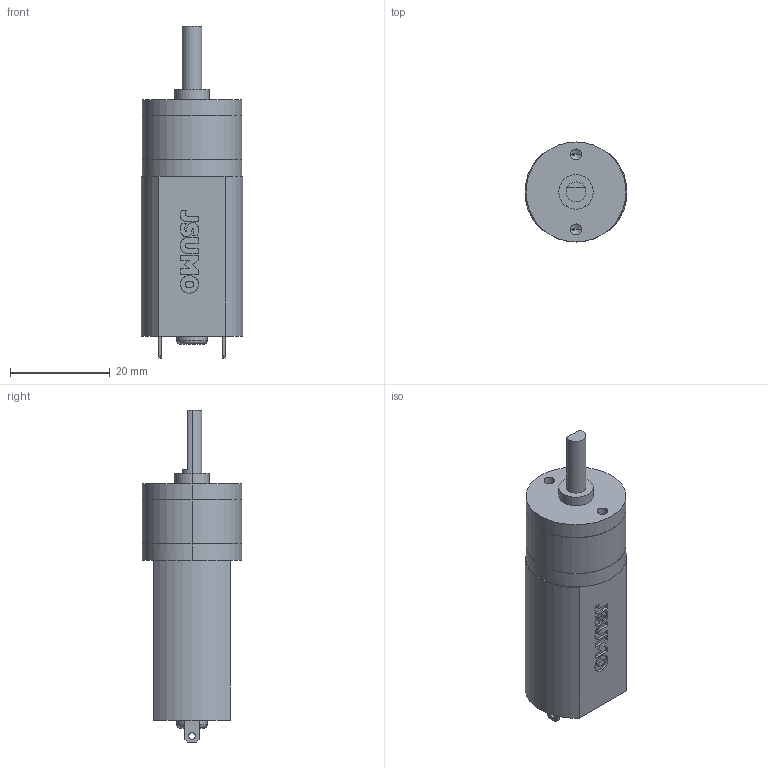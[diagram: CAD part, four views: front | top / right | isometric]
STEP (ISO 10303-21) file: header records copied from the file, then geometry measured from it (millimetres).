
FILE_DESCRIPTION (( 'STEP AP203' ), '1' );
FILE_NAME ('HP20-1500Rpm.STEP', '2024-08-18T19:18:22', ( 'Barrera' ), ( '' ), 'SwSTEP 2.0', 'SolidWorks 2020', '' );
FILE_SCHEMA (( 'CONFIG_CONTROL_DESIGN' ));
Length unit declared in the file: millimetre
Products named in the file (1): HP20-1500Rpm
Bounding box: 20.4 x 20 x 66.41 mm (x, y, z)
Volume: 13893.2 mm3; surface area: 4064.2 mm2
Topology: 1 solids, 1 shells, 179 faces, 464 edges, 304 vertices
Faces by surface type: plane 95, bspline 56, cylinder 22, cone 4, torus 2
Entity records: 5945 total; most frequent: CARTESIAN_POINT 1832, ORIENTED_EDGE 920, DIRECTION 650, EDGE_CURVE 460, VERTEX_POINT 304, LINE 294, VECTOR 294, EDGE_LOOP 204
